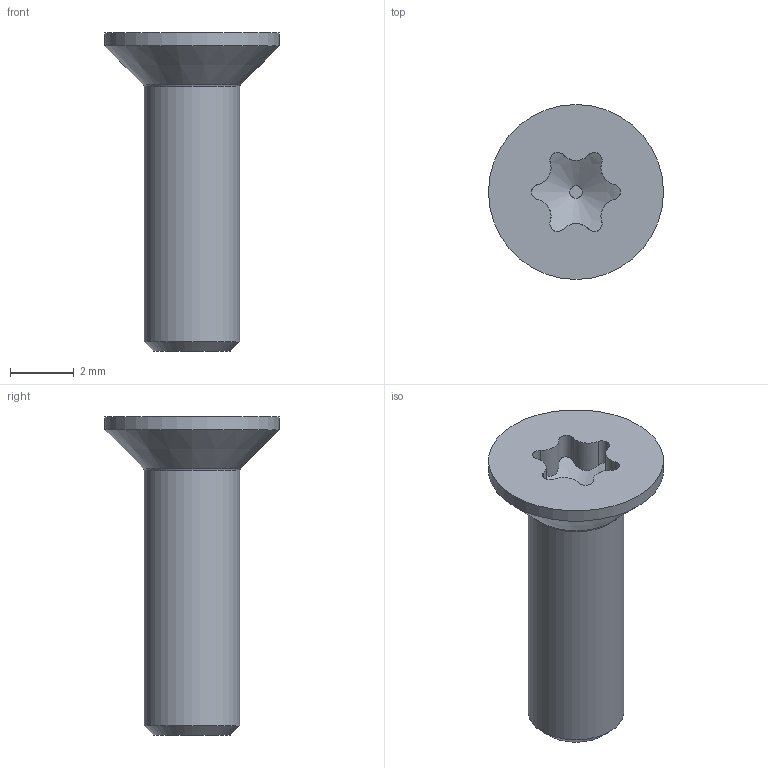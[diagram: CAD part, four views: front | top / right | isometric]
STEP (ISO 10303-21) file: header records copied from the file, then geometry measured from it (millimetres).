
FILE_DESCRIPTION(('FreeCAD Model'),'2;1');
FILE_NAME('Open CASCADE Shape Model','2025-09-17T12:40:46',(''),(''), 'Open CASCADE STEP processor 7.8','FreeCAD','Unknown');
FILE_SCHEMA(('AUTOMOTIVE_DESIGN { 1 0 10303 214 1 1 1 1 }'));
Length unit declared in the file: millimetre
Products named in the file (1): M3x10-Screw
Bounding box: 5.5 x 5.5 x 10 mm (x, y, z)
Volume: 81.3 mm3; surface area: 147.8 mm2
Topology: 1 solids, 1 shells, 21 faces, 50 edges, 32 vertices
Faces by surface type: cylinder 14, plane 3, cone 3, torus 1
Full cylindrical faces by diameter (mm): 3 x1, 5.5 x1
Entity records: 947 total; most frequent: CARTESIAN_POINT 443, DIRECTION 101, ORIENTED_EDGE 100, EDGE_CURVE 50, AXIS2_PLACEMENT_3D 42, VERTEX_POINT 32, FACE_BOUND 22, EDGE_LOOP 22
